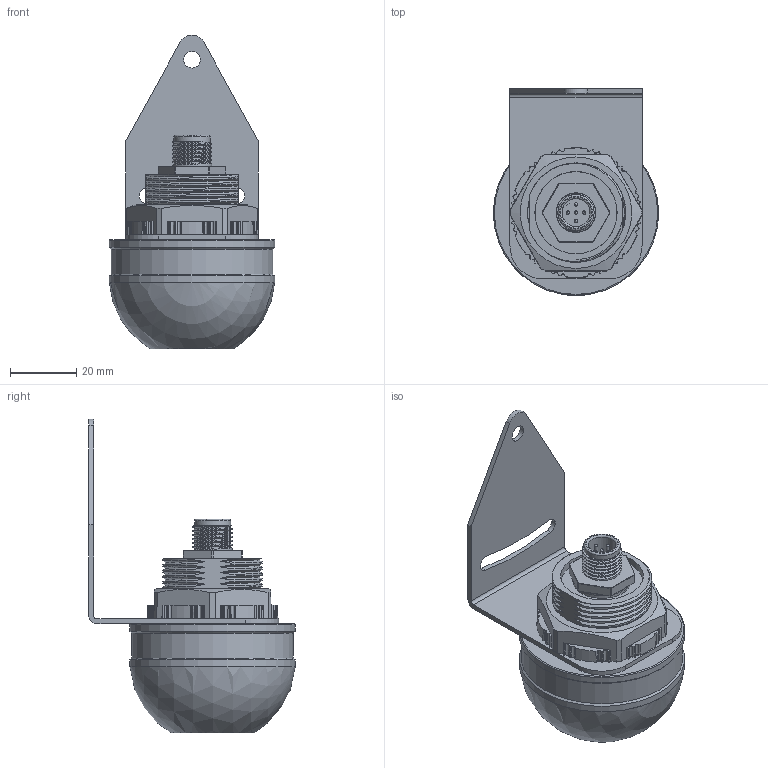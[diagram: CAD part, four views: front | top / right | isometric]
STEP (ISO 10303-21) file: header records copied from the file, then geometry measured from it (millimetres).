
FILE_DESCRIPTION(/* description */ (''),/* implementation_level */ '2;1');
FILE_NAME(/* name */ '214541 SBP-FK-R50D-1S-B5.stp',/* time_stamp */ '2025-01-14T09:11:42+01:00',/* author */ (''),/* organization */ (''),/* preprocessor_version */ 'ST-DEVELOPER v20',/* originating_system */ 'Autodesk Inventor 2025',/* authorisation */ '');
FILE_SCHEMA (('AUTOMOTIVE_DESIGN { 1 0 10303 214 3 1 1 }'));
Products named in the file (1): 214541 ENTW-SBP-FK-R50D-1S-B5 filled
Bounding box: 50.03 x 62.51 x 95.03 mm (x, y, z)
Volume: 77921.5 mm3; surface area: 27776.5 mm2
Topology: 5 solids, 5 shells, 411 faces, 1148 edges, 756 vertices
Faces by surface type: plane 169, cylinder 92, bspline 89, cone 51, sphere 7, torus 3
Full cylindrical faces by diameter (mm): 0.996 x5, 5 x1, 8.466 x1, 10.209 x4, 10.956 x5, 11.952 x10, 17.928 x1, 29.307 x4, 30.084 x5, 32 x1, 48.903 x1, 50.029 x2
Entity records: 42115 total; most frequent: CARTESIAN_POINT 32294, ORIENTED_EDGE 2284, DIRECTION 1672, EDGE_CURVE 1142, VERTEX_POINT 756, AXIS2_PLACEMENT_3D 564, LINE 544, VECTOR 544
